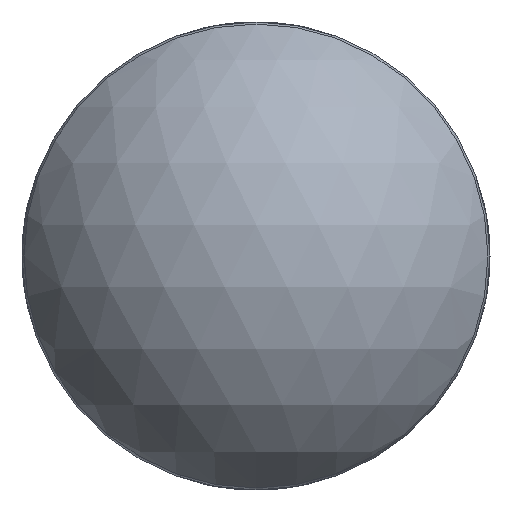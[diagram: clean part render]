
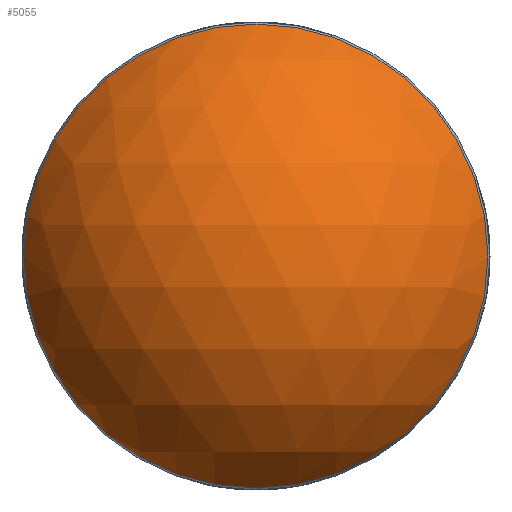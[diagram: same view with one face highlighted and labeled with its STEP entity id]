
A CAD part, left-side view. The second image highlights one B-rep face of the part: STEP entity #5055.
In plain terms, the highlighted spherical face has radius 15 mm.
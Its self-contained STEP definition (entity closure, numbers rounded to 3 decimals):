
#235=SPHERICAL_SURFACE('',#5308,15.);
#903=FACE_OUTER_BOUND('',#1219,.T.);
#1219=EDGE_LOOP('',(#4703));
#1978=CIRCLE('',#5309,13.232);
#2476=VERTEX_POINT('',#14184);
#3223=EDGE_CURVE('',#2476,#2476,#1978,.T.);
#4703=ORIENTED_EDGE('',*,*,#3223,.F.);
#5055=ADVANCED_FACE('',(#903),#235,.T.);
#5308=AXIS2_PLACEMENT_3D('',#14183,#6060,#6061);
#5309=AXIS2_PLACEMENT_3D('',#14185,#6062,#6063);
#6060=DIRECTION('center_axis',(0.,0.,
1.));
#6061=DIRECTION('ref_axis',(-1.,-0.001,0.));
#6062=DIRECTION('center_axis',(1.,0.,0.));
#6063=DIRECTION('ref_axis',(0.,0.,-1.));
#14183=CARTESIAN_POINT('Origin',(-8.5,0.,0.));
#14184=CARTESIAN_POINT('',(-15.565,0.,13.232));
#14185=CARTESIAN_POINT('Origin',(-15.565,0.,0.));
